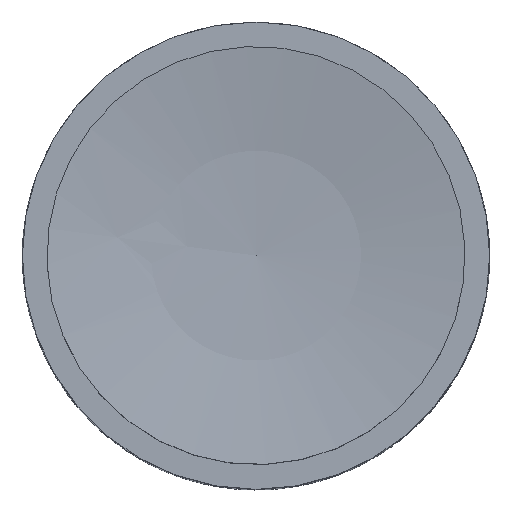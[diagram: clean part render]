
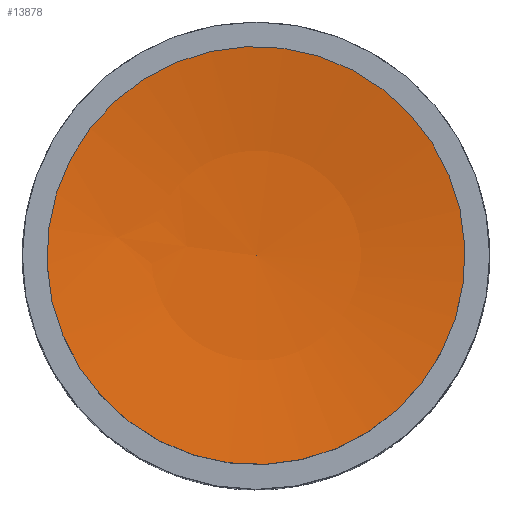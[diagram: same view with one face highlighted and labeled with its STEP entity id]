
A CAD part, top view. The second image highlights one B-rep face of the part: STEP entity #13878.
In plain terms, the highlighted spherical face has radius 50 mm.
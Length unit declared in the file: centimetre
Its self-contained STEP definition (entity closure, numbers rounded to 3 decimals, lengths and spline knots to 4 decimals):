
#121=SPHERICAL_SURFACE('',#14838,5.);
#1269=FACE_OUTER_BOUND('',#2038,.T.);
#2038=EDGE_LOOP('',(#11757,#11758,#11759,#11760));
#2542=CIRCLE('',#14836,0.805);
#2543=CIRCLE('',#14837,0.805);
#2544=CIRCLE('',#14839,5.);
#6556=VERTEX_POINT('',#22610);
#6557=VERTEX_POINT('',#22612);
#6558=VERTEX_POINT('',#22616);
#8372=EDGE_CURVE('',#6556,#6557,#2542,.T.);
#8373=EDGE_CURVE('',#6557,#6556,#2543,.T.);
#8374=EDGE_CURVE('',#6557,#6558,#2544,.T.);
#11757=ORIENTED_EDGE('',*,*,#8373,.F.);
#11758=ORIENTED_EDGE('',*,*,#8374,.T.);
#11759=ORIENTED_EDGE('',*,*,#8374,.F.);
#11760=ORIENTED_EDGE('',*,*,#8372,.F.);
#13878=ADVANCED_FACE('',(#1269),#121,.F.);
#14836=AXIS2_PLACEMENT_3D('',#22613,#17621,#17622);
#14837=AXIS2_PLACEMENT_3D('',#22614,#17623,#17624);
#14838=AXIS2_PLACEMENT_3D('',#22615,#17625,#17626);
#14839=AXIS2_PLACEMENT_3D('',#22617,#17627,#17628);
#17621=DIRECTION('center_axis',(0.,0.,
-1.));
#17622=DIRECTION('ref_axis',(0.129,0.992,0.));
#17623=DIRECTION('center_axis',(0.,0.,
-1.));
#17624=DIRECTION('ref_axis',(0.129,0.992,0.));
#17625=DIRECTION('center_axis',(0.,0.,
1.));
#17626=DIRECTION('ref_axis',(0.992,-0.129,0.));
#17627=DIRECTION('center_axis',(-0.129,-0.992,0.));
#17628=DIRECTION('ref_axis',(-0.992,0.129,0.));
#22610=CARTESIAN_POINT('',(-0.1039,-0.7983,2.71));
#22612=CARTESIAN_POINT('',(-0.7983,0.1039,2.71));
#22613=CARTESIAN_POINT('Origin',(0.,0.,
2.71));
#22614=CARTESIAN_POINT('Origin',(0.,0.,
2.71));
#22615=CARTESIAN_POINT('Origin',(0.,0.,
7.6448));
#22616=CARTESIAN_POINT('',(0.,0.,2.6448));
#22617=CARTESIAN_POINT('Origin',(0.,0.,
7.6448));
